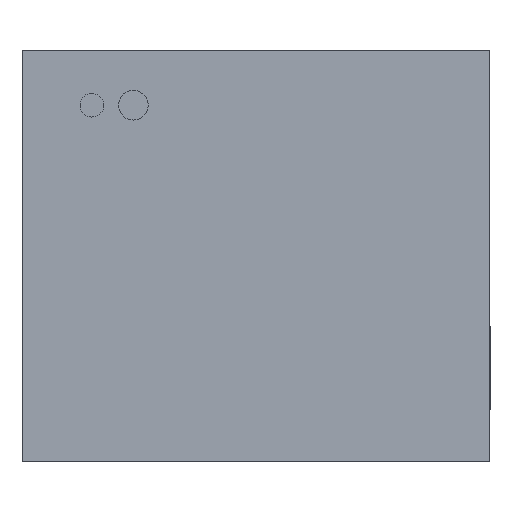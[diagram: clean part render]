
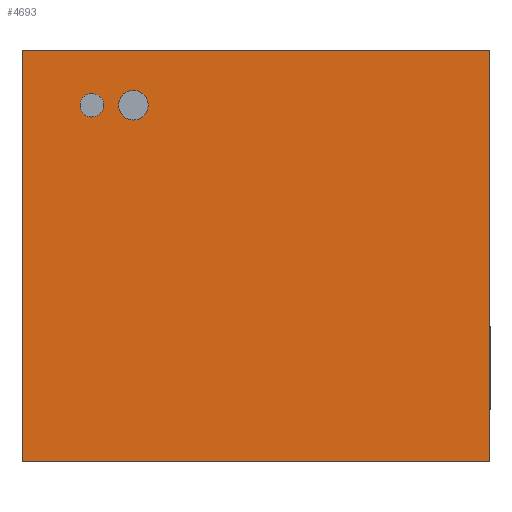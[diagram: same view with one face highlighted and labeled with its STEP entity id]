
A CAD part, front view. The second image highlights one B-rep face of the part: STEP entity #4693.
In plain terms, the highlighted planar face has unit normal (0, -1, 0).
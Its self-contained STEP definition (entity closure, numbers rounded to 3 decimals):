
#41=FACE_BOUND('',#513,.T.);
#42=FACE_BOUND('',#514,.T.);
#53=CIRCLE('',#5016,20.);
#55=CIRCLE('',#5020,25.);
#225=FACE_OUTER_BOUND('',#512,.T.);
#512=EDGE_LOOP('',(#3163,#3164,#3165,#3166));
#513=EDGE_LOOP('',(#3167));
#514=EDGE_LOOP('',(#3168));
#820=LINE('',#6787,#1408);
#822=LINE('',#6791,#1410);
#824=LINE('',#6795,#1412);
#826=LINE('',#6798,#1414);
#1408=VECTOR('',#5453,10.);
#1410=VECTOR('',#5457,10.);
#1412=VECTOR('',#5461,10.);
#1414=VECTOR('',#5465,10.);
#1974=VERTEX_POINT('',#6738);
#1976=VERTEX_POINT('',#6745);
#1989=VERTEX_POINT('',#6784);
#1990=VERTEX_POINT('',#6786);
#1991=VERTEX_POINT('',#6790);
#1992=VERTEX_POINT('',#6794);
#2427=EDGE_CURVE('',#1974,#1974,#53,.T.);
#2430=EDGE_CURVE('',#1976,#1976,#55,.T.);
#2448=EDGE_CURVE('',#1990,#1989,#820,.T.);
#2450=EDGE_CURVE('',#1991,#1990,#822,.T.);
#2452=EDGE_CURVE('',#1992,#1991,#824,.T.);
#2454=EDGE_CURVE('',#1989,#1992,#826,.T.);
#3163=ORIENTED_EDGE('',*,*,#2454,.T.);
#3164=ORIENTED_EDGE('',*,*,#2452,.T.);
#3165=ORIENTED_EDGE('',*,*,#2450,.T.);
#3166=ORIENTED_EDGE('',*,*,#2448,.T.);
#3167=ORIENTED_EDGE('',*,*,#2427,.T.);
#3168=ORIENTED_EDGE('',*,*,#2430,.T.);
#4447=PLANE('',#5032);
#4693=ADVANCED_FACE('',(#225,#41,#42),#4447,.T.);
#5016=AXIS2_PLACEMENT_3D('',#6740,#5409,#5410);
#5020=AXIS2_PLACEMENT_3D('',#6747,#5418,#5419);
#5032=AXIS2_PLACEMENT_3D('',#6799,#5466,#5467);
#5409=DIRECTION('center_axis',(0.,1.,0.));
#5410=DIRECTION('ref_axis',(1.,0.,0.));
#5418=DIRECTION('center_axis',(0.,1.,0.));
#5419=DIRECTION('ref_axis',(1.,0.,0.));
#5453=DIRECTION('',(-1.,0.,0.));
#5457=DIRECTION('',(0.,0.,1.));
#5461=DIRECTION('',(1.,0.,0.));
#5465=DIRECTION('',(0.,0.,-1.));
#5466=DIRECTION('center_axis',(0.,-1.,0.));
#5467=DIRECTION('ref_axis',(0.,0.,-1.));
#6738=CARTESIAN_POINT('',(-297.,-370.,254.5));
#6740=CARTESIAN_POINT('Origin',(-277.,-370.,254.5));
#6745=CARTESIAN_POINT('',(-232.,-370.,254.5));
#6747=CARTESIAN_POINT('Origin',(-207.,-370.,254.5));
#6784=CARTESIAN_POINT('',(-395.,-370.,347.5));
#6786=CARTESIAN_POINT('',(395.,-370.,347.5));
#6787=CARTESIAN_POINT('',(-395.,-370.,347.5));
#6790=CARTESIAN_POINT('',(395.,-370.,-347.5));
#6791=CARTESIAN_POINT('',(395.,-370.,347.5));
#6794=CARTESIAN_POINT('',(-395.,-370.,-347.5));
#6795=CARTESIAN_POINT('',(395.,-370.,-347.5));
#6798=CARTESIAN_POINT('',(-395.,-370.,-347.5));
#6799=CARTESIAN_POINT('Origin',(0.,-370.,0.));
